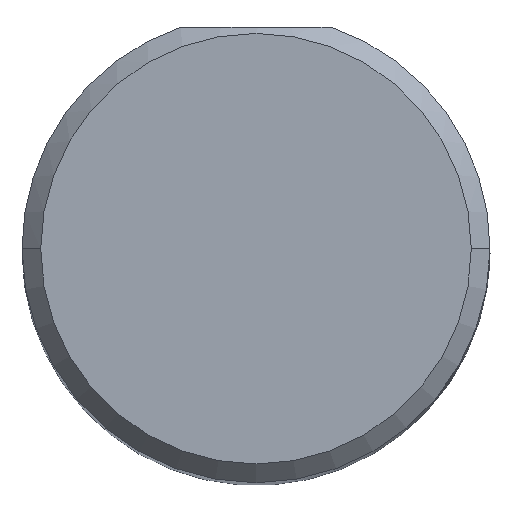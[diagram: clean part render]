
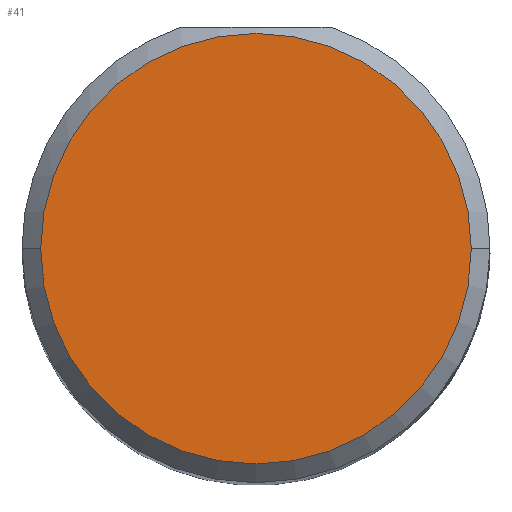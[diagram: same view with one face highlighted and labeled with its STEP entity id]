
A CAD part, top view. The second image highlights one B-rep face of the part: STEP entity #41.
In plain terms, the highlighted planar face has unit normal (0, 0, 1).
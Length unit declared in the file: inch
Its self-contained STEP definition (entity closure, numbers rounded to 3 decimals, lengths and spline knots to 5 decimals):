
#3 = DIRECTION ( 'NONE',  ( 0., 0., 1. ) ) ;
#11 = EDGE_CURVE ( 'NONE', #180, #221, #292, .T. ) ;
#41 = ADVANCED_FACE ( 'NONE', ( #192 ), #99, .T. ) ;
#45 = AXIS2_PLACEMENT_3D ( 'NONE', #404, #3, #565 ) ;
#54 = CARTESIAN_POINT ( 'NONE',  ( 0., 0., 2.5 ) ) ;
#86 = CARTESIAN_POINT ( 'NONE',  ( -0.1725, 0., 2.5 ) ) ;
#99 = PLANE ( 'NONE',  #123 ) ;
#123 = AXIS2_PLACEMENT_3D ( 'NONE', #462, #456, #509 ) ;
#180 = VERTEX_POINT ( 'NONE', #581 ) ;
#192 = FACE_OUTER_BOUND ( 'NONE', #386, .T. ) ;
#202 = CIRCLE ( 'NONE', #45, 0.1725 ) ;
#221 = VERTEX_POINT ( 'NONE', #86 ) ;
#222 = ORIENTED_EDGE ( 'NONE', *, *, #312, .T. ) ;
#292 = CIRCLE ( 'NONE', #322, 0.1725 ) ;
#306 = DIRECTION ( 'NONE',  ( 1., 0., 0. ) ) ;
#312 = EDGE_CURVE ( 'NONE', #221, #180, #202, .T. ) ;
#322 = AXIS2_PLACEMENT_3D ( 'NONE', #54, #498, #306 ) ;
#386 = EDGE_LOOP ( 'NONE', ( #222, #534 ) ) ;
#404 = CARTESIAN_POINT ( 'NONE',  ( 0., 0., 2.5 ) ) ;
#456 = DIRECTION ( 'NONE',  ( 0., 0., 1. ) ) ;
#462 = CARTESIAN_POINT ( 'NONE',  ( 0., 0., 2.5 ) ) ;
#498 = DIRECTION ( 'NONE',  ( 0., 0., 1. ) ) ;
#509 = DIRECTION ( 'NONE',  ( 1., 0., 0. ) ) ;
#534 = ORIENTED_EDGE ( 'NONE', *, *, #11, .T. ) ;
#565 = DIRECTION ( 'NONE',  ( 1., 0., 0. ) ) ;
#581 = CARTESIAN_POINT ( 'NONE',  ( 0.1725, 0., 2.5 ) ) ;
